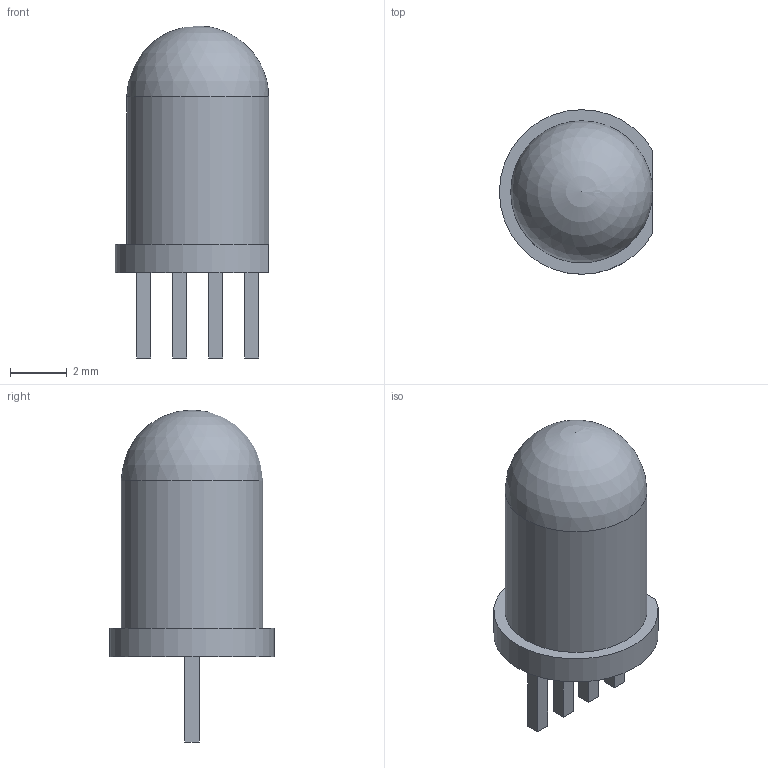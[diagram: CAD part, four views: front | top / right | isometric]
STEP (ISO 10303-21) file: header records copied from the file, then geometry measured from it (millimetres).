
FILE_DESCRIPTION(/* description */ ('STEP AP214'),/* implementation_level */ '2;1');
FILE_NAME(/* name */ '60dcfaace877653b16913d78',/* time_stamp */ '2021-06-30T23:13:48+00:00',/* author */ (''),/* organization */ (''),/* preprocessor_version */ 'ST-DEVELOPER v18.1',/* originating_system */ ' ',/* authorisation */ ' ');
FILE_SCHEMA (('AUTOMOTIVE_DESIGN {1 0 10303 214 3 1 1}'));
Length unit declared in the file: metre
Products named in the file (5): Diffuser; DOUT; 5V; GND; DIN
Bounding box: 5.4 x 5.8 x 11.7 mm (x, y, z)
Volume: 169.5 mm3; surface area: 242.5 mm2
Topology: 5 solids, 5 shells, 61 faces, 158 edges, 106 vertices
Faces by surface type: plane 54, cone 4, cylinder 2, sphere 1
Full cylindrical faces by diameter (mm): 5 x1
Entity records: 1951 total; most frequent: CARTESIAN_POINT 354, ORIENTED_EDGE 308, DIRECTION 284, EDGE_CURVE 154, LINE 136, VECTOR 136, VERTEX_POINT 104, AXIS2_PLACEMENT_3D 74
